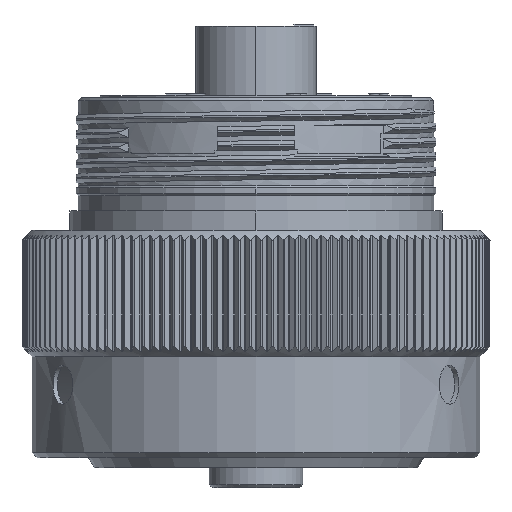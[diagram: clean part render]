
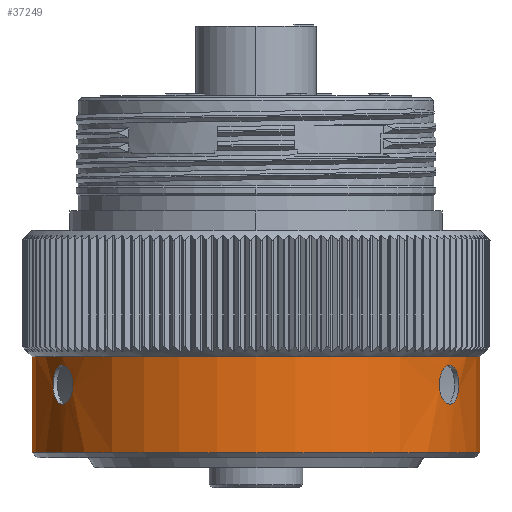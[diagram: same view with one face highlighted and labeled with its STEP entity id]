
A CAD part, left-side view. The second image highlights one B-rep face of the part: STEP entity #37249.
In plain terms, the highlighted cylindrical face has radius 22.85 mm (diameter 45.7 mm), a partial arc.
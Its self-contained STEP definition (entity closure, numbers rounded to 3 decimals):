
#3816=CARTESIAN_POINT('',(0.,0.,-2.64));
#3817=DIRECTION('',(0.,0.,-1.));
#3818=DIRECTION('',(0.,-1.,0.));
#3819=AXIS2_PLACEMENT_3D('',#3816,#3817,#3818);
#13714=DIRECTION('',(0.,0.,-1.));
#13715=VECTOR('',#13714,9.8);
#13716=CARTESIAN_POINT('',(0.,-22.85,-2.64));
#13717=LINE('',#13716,#13715);
#13718=DIRECTION('',(0.,0.,1.));
#13719=VECTOR('',#13718,9.8);
#13720=CARTESIAN_POINT('',(0.,22.85,-12.44));
#13721=LINE('',#13720,#13719);
#13726=CARTESIAN_POINT('',(0.,0.,-12.44));
#13727=DIRECTION('',(0.,0.,1.));
#13728=DIRECTION('',(0.,1.,0.));
#13729=AXIS2_PLACEMENT_3D('',#13726,#13727,#13728);
#17967=CARTESIAN_POINT('',(-11.425,19.789,-3.49));
#17968=CARTESIAN_POINT('',(-11.573,19.703,-3.49));
#17969=CARTESIAN_POINT('',(-11.871,19.527,
-3.533));
#17970=CARTESIAN_POINT('',(-12.3,19.259,
-3.744));
#17971=CARTESIAN_POINT('',(-12.647,19.032,
-4.067));
#17972=CARTESIAN_POINT('',(-12.911,18.853,
-4.484));
#17973=CARTESIAN_POINT('',(-13.076,18.739,
-4.971));
#17974=CARTESIAN_POINT('',(-13.132,18.7,
-5.493));
#17975=CARTESIAN_POINT('',(-13.075,18.74,
-6.014));
#17976=CARTESIAN_POINT('',(-12.91,18.854,
-6.499));
#17977=CARTESIAN_POINT('',(-12.641,19.036,
-6.921));
#17978=CARTESIAN_POINT('',(-12.294,19.263,
-7.24));
#17979=CARTESIAN_POINT('',(-11.871,19.526,
-7.446));
#17980=CARTESIAN_POINT('',(-11.574,19.703,-7.49));
#17981=CARTESIAN_POINT('',(-11.425,19.789,-7.49));
#17987=CARTESIAN_POINT('',(-11.425,19.789,-7.49));
#17988=CARTESIAN_POINT('',(-11.277,19.874,-7.49));
#17989=CARTESIAN_POINT('',(-10.975,20.044,
-7.447));
#17990=CARTESIAN_POINT('',(-10.53,20.281,
-7.238));
#17991=CARTESIAN_POINT('',(-10.16,20.468,
-6.915));
#17992=CARTESIAN_POINT('',(-9.873,20.608,
-6.498));
#17993=CARTESIAN_POINT('',(-9.69,20.694,
-6.011));
#17994=CARTESIAN_POINT('',(-9.628,20.722,
-5.489));
#17995=CARTESIAN_POINT('',(-9.691,20.693,
-4.967));
#17996=CARTESIAN_POINT('',(-9.873,20.608,
-4.481));
#17997=CARTESIAN_POINT('',(-10.165,20.466,
-4.059));
#17998=CARTESIAN_POINT('',(-10.535,20.278,
-3.74));
#17999=CARTESIAN_POINT('',(-10.974,20.044,
-3.534));
#18000=CARTESIAN_POINT('',(-11.276,19.875,-3.49));
#18001=CARTESIAN_POINT('',(-11.425,19.789,-3.49));
#18039=CARTESIAN_POINT('',(-11.425,-19.789,-3.49));
#18040=CARTESIAN_POINT('',(-11.278,-19.873,-3.49));
#18041=CARTESIAN_POINT('',(-10.981,-20.04,
-3.533));
#18042=CARTESIAN_POINT('',(-10.547,-20.272,
-3.733));
#18043=CARTESIAN_POINT('',(-10.177,-20.46,
-4.046));
#18044=CARTESIAN_POINT('',(-9.88,-20.604,
-4.467));
#18045=CARTESIAN_POINT('',(-9.696,-20.691,
-4.948));
#18046=CARTESIAN_POINT('',(-9.628,-20.723,
-5.47));
#18047=CARTESIAN_POINT('',(-9.687,-20.695,
-5.996));
#18048=CARTESIAN_POINT('',(-9.862,-20.613,
-6.477));
#18049=CARTESIAN_POINT('',(-10.158,-20.469,
-6.915));
#18050=CARTESIAN_POINT('',(-10.533,-20.279,
-7.239));
#18051=CARTESIAN_POINT('',(-10.977,-20.043,
-7.447));
#18052=CARTESIAN_POINT('',(-11.277,-19.874,-7.49));
#18053=CARTESIAN_POINT('',(-11.425,-19.789,-7.49));
#18059=CARTESIAN_POINT('',(-11.425,-19.789,-7.49));
#18060=CARTESIAN_POINT('',(-11.573,-19.703,-7.49));
#18061=CARTESIAN_POINT('',(-11.871,-19.527,
-7.447));
#18062=CARTESIAN_POINT('',(-12.3,-19.259,
-7.236));
#18063=CARTESIAN_POINT('',(-12.647,-19.032,
-6.913));
#18064=CARTESIAN_POINT('',(-12.911,-18.853,
-6.496));
#18065=CARTESIAN_POINT('',(-13.076,-18.739,
-6.009));
#18066=CARTESIAN_POINT('',(-13.132,-18.7,
-5.487));
#18067=CARTESIAN_POINT('',(-13.075,-18.74,
-4.965));
#18068=CARTESIAN_POINT('',(-12.91,-18.854,
-4.481));
#18069=CARTESIAN_POINT('',(-12.641,-19.036,
-4.059));
#18070=CARTESIAN_POINT('',(-12.294,-19.263,
-3.74));
#18071=CARTESIAN_POINT('',(-11.871,-19.527,
-3.534));
#18072=CARTESIAN_POINT('',(-11.574,-19.703,-3.49));
#18073=CARTESIAN_POINT('',(-11.425,-19.789,-3.49));
#23449=CARTESIAN_POINT('',(0.,-22.85,-2.64));
#23450=VERTEX_POINT('',#23449);
#23451=CARTESIAN_POINT('',(0.,22.85,-2.64));
#23452=VERTEX_POINT('',#23451);
#24116=CARTESIAN_POINT('',(0.,22.85,-12.44));
#24117=VERTEX_POINT('',#24116);
#24118=CARTESIAN_POINT('',(0.,-22.85,-12.44));
#24119=VERTEX_POINT('',#24118);
#24122=VERTEX_POINT('',#17967);
#24123=VERTEX_POINT('',#17981);
#24124=VERTEX_POINT('',#18039);
#24125=VERTEX_POINT('',#18053);
#37225=CARTESIAN_POINT('',(0.,0.,11.42));
#37226=DIRECTION('',(0.,0.,-1.));
#37227=DIRECTION('',(0.,-1.,0.));
#37228=AXIS2_PLACEMENT_3D('',#37225,#37226,#37227);
#37229=CYLINDRICAL_SURFACE('',#37228,22.85);
#37230=ORIENTED_EDGE('',*,*,#29073,.F.);
#37231=ORIENTED_EDGE('',*,*,#37214,.T.);
#37233=ORIENTED_EDGE('',*,*,#37232,.F.);
#37234=ORIENTED_EDGE('',*,*,#37210,.T.);
#37235=EDGE_LOOP('',(#37230,#37231,#37233,#37234));
#37236=FACE_OUTER_BOUND('',#37235,.F.);
#37238=ORIENTED_EDGE('',*,*,#37237,.F.);
#37240=ORIENTED_EDGE('',*,*,#37239,.F.);
#37241=EDGE_LOOP('',(#37238,#37240));
#37242=FACE_BOUND('',#37241,.F.);
#37244=ORIENTED_EDGE('',*,*,#37243,.F.);
#37246=ORIENTED_EDGE('',*,*,#37245,.F.);
#37247=EDGE_LOOP('',(#37244,#37246));
#37248=FACE_BOUND('',#37247,.F.);
#37249=ADVANCED_FACE('',(#37236,#37242,#37248),#37229,.T.);
#3820=CIRCLE('',#3819,22.85);
#13730=CIRCLE('',#13729,22.85);
#17982=B_SPLINE_CURVE_WITH_KNOTS('',3,(#17967,#17968,#17969,#17970,#17971,
#17972,#17973,#17974,#17975,#17976,#17977,#17978,#17979,#17980,#17981),
.UNSPECIFIED.,.F.,.F.,(4,1,1,1,1,1,1,1,1,1,1,1,4),(0.,0.083,
0.167,0.25,0.333,0.417,0.5,
0.583,0.667,0.75,0.833,0.917,
1.),.UNSPECIFIED.);
#18002=B_SPLINE_CURVE_WITH_KNOTS('',3,(#17987,#17988,#17989,#17990,#17991,
#17992,#17993,#17994,#17995,#17996,#17997,#17998,#17999,#18000,#18001),
.UNSPECIFIED.,.F.,.F.,(4,1,1,1,1,1,1,1,1,1,1,1,4),(0.,0.083,
0.167,0.25,0.333,0.417,0.5,
0.583,0.667,0.75,0.833,0.917,
1.),.UNSPECIFIED.);
#18054=B_SPLINE_CURVE_WITH_KNOTS('',3,(#18039,#18040,#18041,#18042,#18043,
#18044,#18045,#18046,#18047,#18048,#18049,#18050,#18051,#18052,#18053),
.UNSPECIFIED.,.F.,.F.,(4,1,1,1,1,1,1,1,1,1,1,1,4),(0.,0.083,
0.167,0.25,0.333,0.417,0.5,
0.583,0.667,0.75,0.833,0.917,
1.),.UNSPECIFIED.);
#18074=B_SPLINE_CURVE_WITH_KNOTS('',3,(#18059,#18060,#18061,#18062,#18063,
#18064,#18065,#18066,#18067,#18068,#18069,#18070,#18071,#18072,#18073),
.UNSPECIFIED.,.F.,.F.,(4,1,1,1,1,1,1,1,1,1,1,1,4),(0.,0.083,
0.167,0.25,0.333,0.417,0.5,
0.583,0.667,0.75,0.833,0.917,
1.),.UNSPECIFIED.);
#29073=EDGE_CURVE('',#23450,#23452,#3820,.T.);
#37210=EDGE_CURVE('',#24117,#23452,#13721,.T.);
#37214=EDGE_CURVE('',#23450,#24119,#13717,.T.);
#37232=EDGE_CURVE('',#24117,#24119,#13730,.T.);
#37237=EDGE_CURVE('',#24122,#24123,#17982,.T.);
#37239=EDGE_CURVE('',#24123,#24122,#18002,.T.);
#37243=EDGE_CURVE('',#24124,#24125,#18054,.T.);
#37245=EDGE_CURVE('',#24125,#24124,#18074,.T.);
